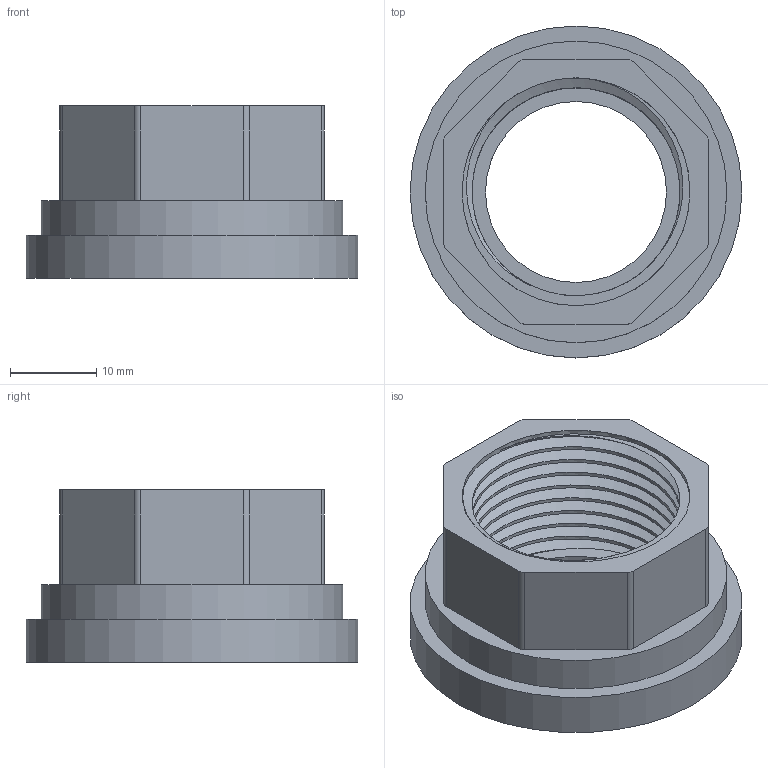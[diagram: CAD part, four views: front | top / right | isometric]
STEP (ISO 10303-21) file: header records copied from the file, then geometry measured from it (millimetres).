
FILE_DESCRIPTION(/* description */ (''),/* implementation_level */ '2;1');
FILE_NAME(/* name */ 'MF0610.000.025.step',/* time_stamp */ '2026-01-07T10:08:45+01:00',/* author */ (''),/* organization */ (''),/* preprocessor_version */ 'ST-DEVELOPER v20.1',/* originating_system */ 'Autodesk Translation Framework v14.21.0.0',/* authorisation */ '');
FILE_SCHEMA (('AUTOMOTIVE_DESIGN { 1 0 10303 214 3 1 1 }'));
Length unit declared in the file: millimetre
Products named in the file (1): 2026-01-07-08-52-42-352
Bounding box: 38.5 x 38.5 x 20 mm (x, y, z)
Volume: 8890 mm3; surface area: 6282.6 mm2
Topology: 1 solids, 1 shells, 46 faces, 123 edges, 82 vertices
Faces by surface type: cylinder 30, plane 14, bspline 2
Full cylindrical faces by diameter (mm): 21 x1, 24.117 x8, 26.441 x8, 35 x1, 38.5 x1
Entity records: 7396 total; most frequent: CARTESIAN_POINT 6256, ORIENTED_EDGE 246, DIRECTION 201, EDGE_CURVE 123, VERTEX_POINT 82, AXIS2_PLACEMENT_3D 74, LINE 53, VECTOR 53
